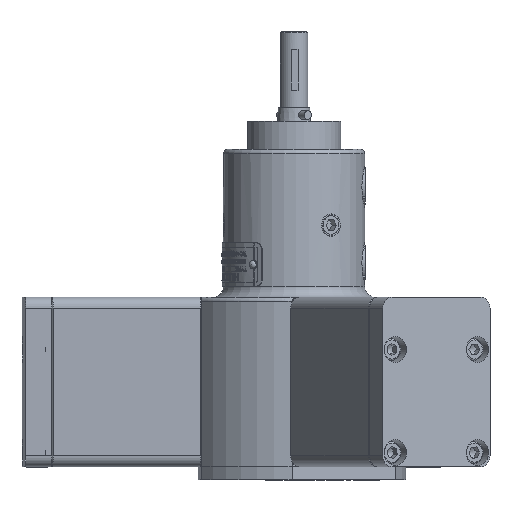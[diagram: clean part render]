
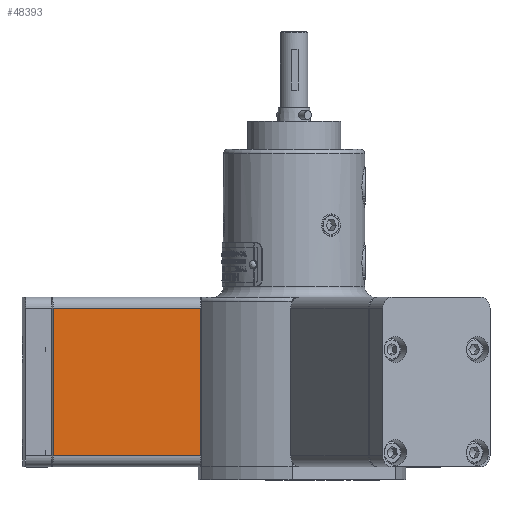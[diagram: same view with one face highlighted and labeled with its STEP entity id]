
A CAD part, front view. The second image highlights one B-rep face of the part: STEP entity #48393.
In plain terms, the highlighted planar face has unit normal (0.031, -1, 0).
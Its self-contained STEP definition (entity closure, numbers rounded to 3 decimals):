
#2978=PLANE('',#52178);
#5559=FACE_OUTER_BOUND('',#8543,.T.);
#8543=EDGE_LOOP('',(#42523,#42524,#42525,#42526));
#15113=LINE('',#99748,#18169);
#15137=LINE('',#99826,#18193);
#15149=LINE('',#99859,#18205);
#15150=LINE('',#99861,#18206);
#18169=VECTOR('',#62451,10.);
#18193=VECTOR('',#62537,10.);
#18205=VECTOR('',#62585,10.);
#18206=VECTOR('',#62588,10.);
#22652=VERTEX_POINT('',#99740);
#22654=VERTEX_POINT('',#99746);
#22676=VERTEX_POINT('',#99820);
#22677=VERTEX_POINT('',#99824);
#29289=EDGE_CURVE('',#22654,#22652,#15113,.T.);
#29329=EDGE_CURVE('',#22677,#22676,#15137,.T.);
#29345=EDGE_CURVE('',#22676,#22654,#15149,.T.);
#29346=EDGE_CURVE('',#22652,#22677,#15150,.T.);
#42523=ORIENTED_EDGE('',*,*,#29289,.F.);
#42524=ORIENTED_EDGE('',*,*,#29345,.F.);
#42525=ORIENTED_EDGE('',*,*,#29329,.F.);
#42526=ORIENTED_EDGE('',*,*,#29346,.F.);
#48393=ADVANCED_FACE('',(#5559),#2978,.T.);
#52178=AXIS2_PLACEMENT_3D('',#99860,#62586,#62587);
#62451=DIRECTION('',(0.,0.,-1.));
#62537=DIRECTION('',(0.,0.,1.));
#62585=DIRECTION('',(1.,0.031,0.));
#62586=DIRECTION('center_axis',(0.031,-1.,0.));
#62587=DIRECTION('ref_axis',(1.,0.031,0.));
#62588=DIRECTION('',(-1.,-0.031,0.));
#99740=CARTESIAN_POINT('',(-48.173,31.993,25.727));
#99746=CARTESIAN_POINT('',(-48.173,31.993,93.727));
#99748=CARTESIAN_POINT('',(-48.173,31.993,79.227));
#99820=CARTESIAN_POINT('',(-116.14,29.882,93.727));
#99824=CARTESIAN_POINT('',(-116.14,29.882,25.727));
#99826=CARTESIAN_POINT('',(-116.14,29.882,79.227));
#99859=CARTESIAN_POINT('',(-47.673,32.008,93.727));
#99860=CARTESIAN_POINT('Origin',(-47.673,32.008,98.727));
#99861=CARTESIAN_POINT('',(-47.673,32.008,25.727));
